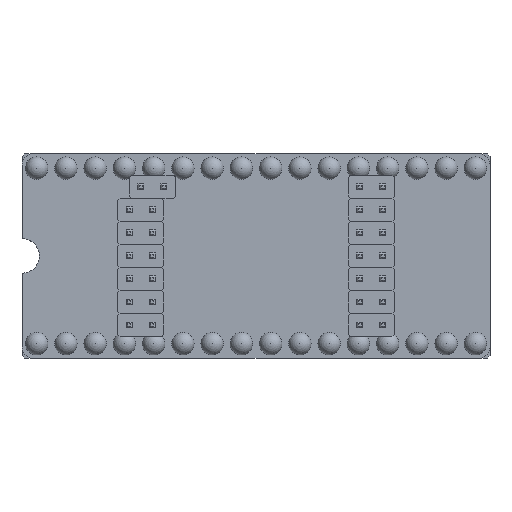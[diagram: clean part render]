
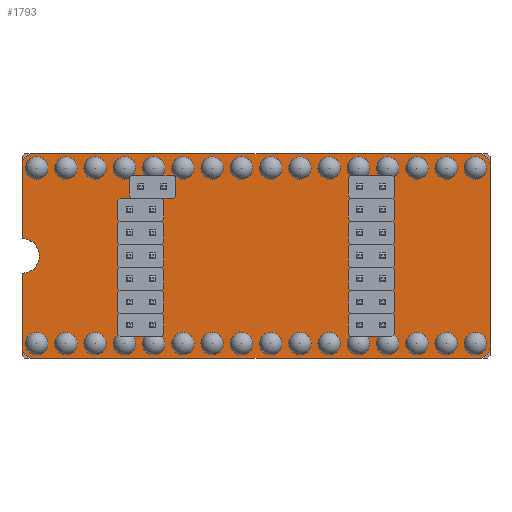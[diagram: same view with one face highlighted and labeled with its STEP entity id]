
A CAD part, top view. The second image highlights one B-rep face of the part: STEP entity #1793.
In plain terms, the highlighted planar face has unit normal (0, 0, 1).
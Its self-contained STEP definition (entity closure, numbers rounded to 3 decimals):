
#1757 = EDGE_CURVE('',#1758,#1760,#1762,.T.);
#1758 = VERTEX_POINT('',#1759);
#1759 = CARTESIAN_POINT('',(-20.32,-7.89,1.6));
#1760 = VERTEX_POINT('',#1761);
#1761 = CARTESIAN_POINT('',(-20.32,-1.5,1.6));
#1762 = LINE('',#1763,#1764);
#1763 = CARTESIAN_POINT('',(-20.32,-8.89,1.6));
#1764 = VECTOR('',#1765,1.);
#1765 = DIRECTION('',(0.,1.,0.));
#1793 = ADVANCED_FACE('',(#1794),#1881,.T.);
#1794 = FACE_BOUND('',#1795,.T.);
#1795 = EDGE_LOOP('',(#1796,#1797,#1806,#1814,#1823,#1831,#1840,#1848,
    #1857,#1865,#1874));
#1796 = ORIENTED_EDGE('',*,*,#1757,.F.);
#1797 = ORIENTED_EDGE('',*,*,#1798,.T.);
#1798 = EDGE_CURVE('',#1758,#1799,#1801,.T.);
#1799 = VERTEX_POINT('',#1800);
#1800 = CARTESIAN_POINT('',(-19.32,-8.89,1.6));
#1801 = CIRCLE('',#1802,1.);
#1802 = AXIS2_PLACEMENT_3D('',#1803,#1804,#1805);
#1803 = CARTESIAN_POINT('',(-19.32,-7.89,1.6));
#1804 = DIRECTION('',(0.,0.,1.));
#1805 = DIRECTION('',(0.,-1.,0.));
#1806 = ORIENTED_EDGE('',*,*,#1807,.T.);
#1807 = EDGE_CURVE('',#1799,#1808,#1810,.T.);
#1808 = VERTEX_POINT('',#1809);
#1809 = CARTESIAN_POINT('',(19.32,-8.89,1.6));
#1810 = LINE('',#1811,#1812);
#1811 = CARTESIAN_POINT('',(-20.32,-8.89,1.6));
#1812 = VECTOR('',#1813,1.);
#1813 = DIRECTION('',(1.,0.,0.));
#1814 = ORIENTED_EDGE('',*,*,#1815,.T.);
#1815 = EDGE_CURVE('',#1808,#1816,#1818,.T.);
#1816 = VERTEX_POINT('',#1817);
#1817 = CARTESIAN_POINT('',(20.32,-7.89,1.6));
#1818 = CIRCLE('',#1819,1.);
#1819 = AXIS2_PLACEMENT_3D('',#1820,#1821,#1822);
#1820 = CARTESIAN_POINT('',(19.32,-7.89,1.6));
#1821 = DIRECTION('',(0.,0.,1.));
#1822 = DIRECTION('',(0.,-1.,0.));
#1823 = ORIENTED_EDGE('',*,*,#1824,.T.);
#1824 = EDGE_CURVE('',#1816,#1825,#1827,.T.);
#1825 = VERTEX_POINT('',#1826);
#1826 = CARTESIAN_POINT('',(20.32,7.89,1.6));
#1827 = LINE('',#1828,#1829);
#1828 = CARTESIAN_POINT('',(20.32,-8.89,1.6));
#1829 = VECTOR('',#1830,1.);
#1830 = DIRECTION('',(0.,1.,0.));
#1831 = ORIENTED_EDGE('',*,*,#1832,.F.);
#1832 = EDGE_CURVE('',#1833,#1825,#1835,.T.);
#1833 = VERTEX_POINT('',#1834);
#1834 = CARTESIAN_POINT('',(19.32,8.89,1.6));
#1835 = CIRCLE('',#1836,1.);
#1836 = AXIS2_PLACEMENT_3D('',#1837,#1838,#1839);
#1837 = CARTESIAN_POINT('',(19.32,7.89,1.6));
#1838 = DIRECTION('',(-0.,-0.,-1.));
#1839 = DIRECTION('',(0.,-1.,0.));
#1840 = ORIENTED_EDGE('',*,*,#1841,.F.);
#1841 = EDGE_CURVE('',#1842,#1833,#1844,.T.);
#1842 = VERTEX_POINT('',#1843);
#1843 = CARTESIAN_POINT('',(-19.32,8.89,1.6));
#1844 = LINE('',#1845,#1846);
#1845 = CARTESIAN_POINT('',(-20.32,8.89,1.6));
#1846 = VECTOR('',#1847,1.);
#1847 = DIRECTION('',(1.,0.,0.));
#1848 = ORIENTED_EDGE('',*,*,#1849,.F.);
#1849 = EDGE_CURVE('',#1850,#1842,#1852,.T.);
#1850 = VERTEX_POINT('',#1851);
#1851 = CARTESIAN_POINT('',(-20.32,7.89,1.6));
#1852 = CIRCLE('',#1853,1.);
#1853 = AXIS2_PLACEMENT_3D('',#1854,#1855,#1856);
#1854 = CARTESIAN_POINT('',(-19.32,7.89,1.6));
#1855 = DIRECTION('',(-0.,-0.,-1.));
#1856 = DIRECTION('',(0.,-1.,0.));
#1857 = ORIENTED_EDGE('',*,*,#1858,.F.);
#1858 = EDGE_CURVE('',#1859,#1850,#1861,.T.);
#1859 = VERTEX_POINT('',#1860);
#1860 = CARTESIAN_POINT('',(-20.32,1.5,1.6));
#1861 = LINE('',#1862,#1863);
#1862 = CARTESIAN_POINT('',(-20.32,-8.89,1.6));
#1863 = VECTOR('',#1864,1.);
#1864 = DIRECTION('',(0.,1.,0.));
#1865 = ORIENTED_EDGE('',*,*,#1866,.T.);
#1866 = EDGE_CURVE('',#1859,#1867,#1869,.T.);
#1867 = VERTEX_POINT('',#1868);
#1868 = CARTESIAN_POINT('',(-18.82,0.,1.6));
#1869 = CIRCLE('',#1870,1.5);
#1870 = AXIS2_PLACEMENT_3D('',#1871,#1872,#1873);
#1871 = CARTESIAN_POINT('',(-20.32,0.,1.6));
#1872 = DIRECTION('',(0.,0.,-1.));
#1873 = DIRECTION('',(1.,0.,0.));
#1874 = ORIENTED_EDGE('',*,*,#1875,.T.);
#1875 = EDGE_CURVE('',#1867,#1760,#1876,.T.);
#1876 = CIRCLE('',#1877,1.5);
#1877 = AXIS2_PLACEMENT_3D('',#1878,#1879,#1880);
#1878 = CARTESIAN_POINT('',(-20.32,0.,1.6));
#1879 = DIRECTION('',(0.,0.,-1.));
#1880 = DIRECTION('',(1.,0.,0.));
#1881 = PLANE('',#1882);
#1882 = AXIS2_PLACEMENT_3D('',#1883,#1884,#1885);
#1883 = CARTESIAN_POINT('',(-20.32,-8.89,1.6));
#1884 = DIRECTION('',(0.,0.,1.));
#1885 = DIRECTION('',(1.,0.,0.));
